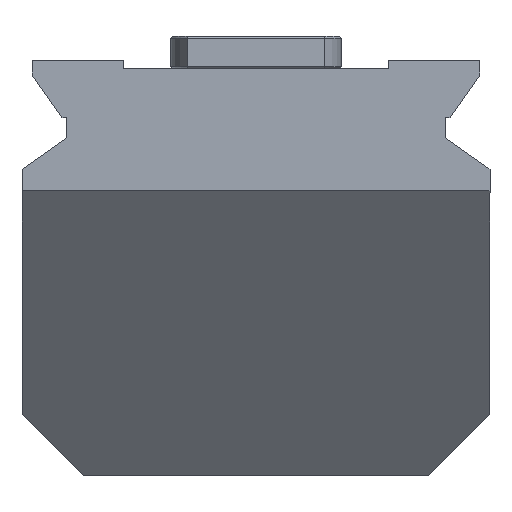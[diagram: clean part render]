
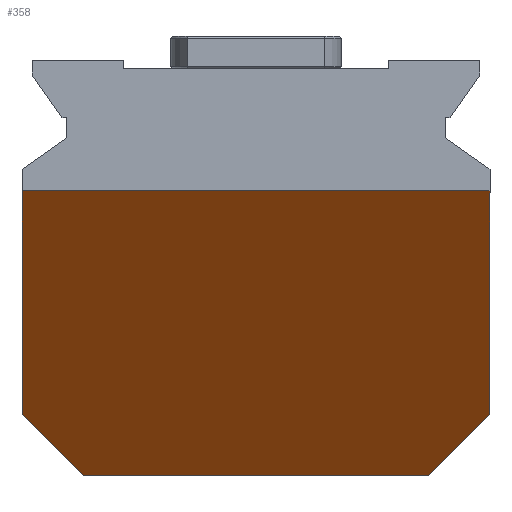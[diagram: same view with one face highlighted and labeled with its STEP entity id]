
A CAD part, left-side view. The second image highlights one B-rep face of the part: STEP entity #358.
In plain terms, the highlighted planar face has unit normal (-0.766, 0, -0.643).
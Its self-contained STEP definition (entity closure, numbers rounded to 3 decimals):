
#64=LINE('',#1538,#155);
#118=LINE('',#1651,#209);
#121=LINE('',#1657,#212);
#125=LINE('',#1664,#216);
#126=LINE('',#1666,#217);
#127=LINE('',#1668,#218);
#155=VECTOR('',#1207,1.);
#209=VECTOR('',#1297,1.);
#212=VECTOR('',#1302,1.);
#216=VECTOR('',#1310,1.);
#217=VECTOR('',#1313,1.);
#218=VECTOR('',#1316,1.);
#259=PLANE('',#1080);
#302=FACE_OUTER_BOUND('',#454,.T.);
#358=ADVANCED_FACE('',(#302),#259,.F.);
#454=EDGE_LOOP('',(#676,#677,#678,#679,#680,#681));
#676=ORIENTED_EDGE('',*,*,#926,.T.);
#677=ORIENTED_EDGE('',*,*,#922,.T.);
#678=ORIENTED_EDGE('',*,*,#927,.T.);
#679=ORIENTED_EDGE('',*,*,#863,.T.);
#680=ORIENTED_EDGE('',*,*,#928,.T.);
#681=ORIENTED_EDGE('',*,*,#919,.T.);
#762=VERTEX_POINT('',#1536);
#764=VERTEX_POINT('',#1539);
#803=VERTEX_POINT('',#1647);
#804=VERTEX_POINT('',#1650);
#806=VERTEX_POINT('',#1656);
#807=VERTEX_POINT('',#1658);
#863=EDGE_CURVE('',#764,#762,#64,.T.);
#919=EDGE_CURVE('',#803,#804,#118,.T.);
#922=EDGE_CURVE('',#807,#806,#121,.T.);
#926=EDGE_CURVE('',#804,#807,#125,.T.);
#927=EDGE_CURVE('',#806,#764,#126,.T.);
#928=EDGE_CURVE('',#762,#803,#127,.T.);
#1080=AXIS2_PLACEMENT_3D('',#1670,#1319,#1320);
#1207=DIRECTION('',(0.,-1.,0.));
#1297=DIRECTION('',(-0.643,0.,0.766));
#1302=DIRECTION('',(0.643,0.,-0.766));
#1310=DIRECTION('',(0.,1.,0.));
#1313=DIRECTION('',(0.51,-0.608,-0.608));
#1316=DIRECTION('',(-0.51,-0.608,0.608));
#1319=DIRECTION('',(0.766,0.,0.643));
#1320=DIRECTION('',(0.,1.,0.));
#1536=CARTESIAN_POINT('',(-26.263,-42.5,-102.));
#1538=CARTESIAN_POINT('',(-26.263,0.,-102.));
#1539=CARTESIAN_POINT('',(-26.263,42.5,-102.));
#1647=CARTESIAN_POINT('',(-38.85,-57.5,-87.));
#1650=CARTESIAN_POINT('',(-85.,-57.5,-32.));
#1651=CARTESIAN_POINT('',(-26.263,-57.5,-102.));
#1656=CARTESIAN_POINT('',(-38.85,57.5,-87.));
#1657=CARTESIAN_POINT('',(11.022,57.5,-146.434));
#1658=CARTESIAN_POINT('',(-85.,57.5,-32.));
#1664=CARTESIAN_POINT('',(-85.,0.,-32.));
#1666=CARTESIAN_POINT('',(-14.413,28.378,-116.122));
#1668=CARTESIAN_POINT('',(13.253,4.593,-149.093));
#1670=CARTESIAN_POINT('',(-26.263,0.,-102.));
